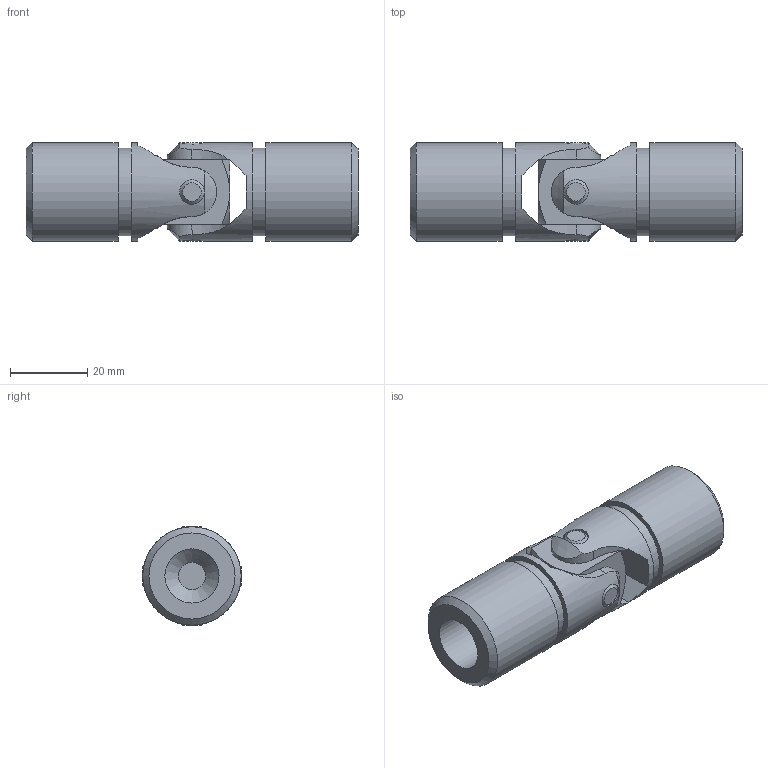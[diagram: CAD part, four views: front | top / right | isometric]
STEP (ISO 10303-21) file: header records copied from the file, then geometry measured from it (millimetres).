
FILE_DESCRIPTION(/* description */ (''),/* implementation_level */ '2;1');
FILE_NAME(/* name */ 'Motor_Shaft_U-Joint v1.step',/* time_stamp */ '2024-11-15T08:21:58+11:00',/* author */ (''),/* organization */ (''),/* preprocessor_version */ 'ST-DEVELOPER v20',/* originating_system */ 'Autodesk Translation Framework v13.20.0.188',/* authorisation */ '');
FILE_SCHEMA (('AUTOMOTIVE_DESIGN { 1 0 10303 214 3 1 1 }'));
Length unit declared in the file: millimetre
Products named in the file (10): Motor_Shaft_U-Joint v1; 6443K103_Single U-Joint; Component5; Component9; Component3; Component8; Component4; Component7; Component2; Component6
Assembly tree (9 placements, depth 4):
  Motor_Shaft_U-Joint v1
    6443K103_Single U-Joint
      Component5
        Component9
      Component3
        Component8
      Component4
        Component7
      Component2
        Component6
Bounding box: 85.72 x 25.4 x 25.4 mm (x, y, z)
Volume: 29955.7 mm3; surface area: 14658.1 mm2
Topology: 4 solids, 4 shells, 78 faces, 192 edges, 120 vertices
Faces by surface type: cylinder 32, plane 26, cone 20
Full cylindrical faces by diameter (mm): 6.35 x12, 14 x2, 22.693 x2, 25.4 x4
Entity records: 2847 total; most frequent: CARTESIAN_POINT 759, DIRECTION 434, ORIENTED_EDGE 384, EDGE_CURVE 192, AXIS2_PLACEMENT_3D 189, VERTEX_POINT 120, EDGE_LOOP 94, FACE_OUTER_BOUND 78
